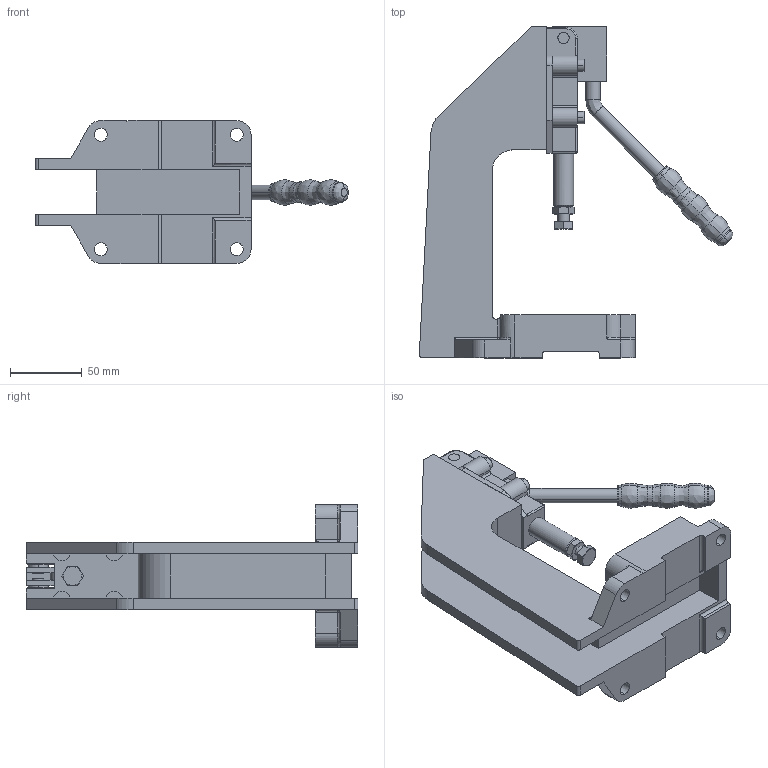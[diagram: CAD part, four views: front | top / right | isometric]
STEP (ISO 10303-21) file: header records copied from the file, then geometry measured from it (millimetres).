
FILE_DESCRIPTION (( 'STEP AP203' ), '1' );
FILE_NAME ('P600PR.STEP', '2016-11-24T08:58:32', ( '' ), ( '' ), 'SwSTEP 2.0', 'SolidWorks 2016', '' );
FILE_SCHEMA (( 'CONFIG_CONTROL_DESIGN' ));
Length unit declared in the file: millimetre
Products named in the file (6): hex nut gradec_bsi2_BS EN 24034 - M8 - N; P600L-ASSY; socket head cap screw_bsi_BS EN ISO 4762 M5 x 35 - 35N; P600PR; hex screw gradec_bsi_BS EN 24018 - M8 x 30-WN; P600FR-Machining-700-02
Assembly tree (8 placements, depth 2):
  P600PR
    P600FR-Machining-700-02
    P600L-ASSY
    socket head cap screw_bsi_BS EN ISO 4762 M5 x 35 - 35N  x4
    hex screw gradec_bsi_BS EN 24018 - M8 x 30-WN
    hex nut gradec_bsi2_BS EN 24034 - M8 - N
Bounding box: 219.13 x 232 x 100 mm (x, y, z)
Volume: 550621.4 mm3; surface area: 155002.9 mm2
Topology: 22 solids, 22 shells, 539 faces, 1285 edges, 796 vertices
Faces by surface type: plane 231, cylinder 181, cone 72, bspline 39, torus 16
Entity records: 15331 total; most frequent: CARTESIAN_POINT 3852, DIRECTION 2293, ORIENTED_EDGE 2214, EDGE_CURVE 1107, AXIS2_PLACEMENT_3D 878, VERTEX_POINT 697, LINE 537, VECTOR 537
